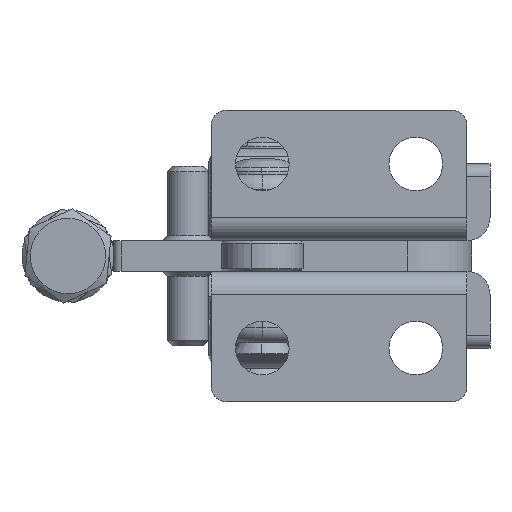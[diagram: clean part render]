
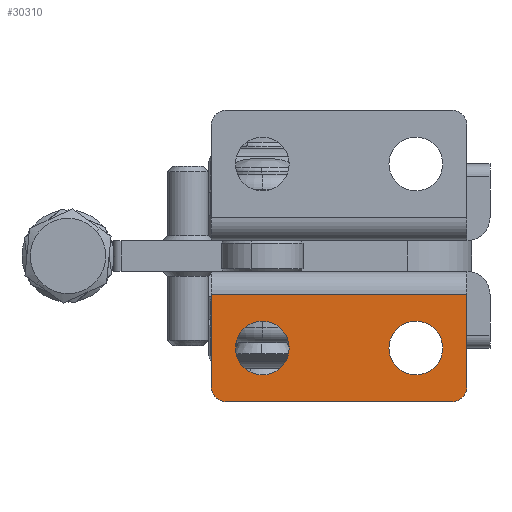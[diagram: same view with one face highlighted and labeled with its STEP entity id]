
A CAD part, front view. The second image highlights one B-rep face of the part: STEP entity #30310.
In plain terms, the highlighted planar face has unit normal (0, -1, 0).
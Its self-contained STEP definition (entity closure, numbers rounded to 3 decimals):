
#14 = CIRCLE ( 'NONE', #19561, 3. ) ;
#617 = VERTEX_POINT ( 'NONE', #36256 ) ;
#1140 = EDGE_LOOP ( 'NONE', ( #18098, #23014 ) ) ;
#1959 = CARTESIAN_POINT ( 'NONE',  ( 1326.81, 1033.371, -10.5 ) ) ;
#2008 = VECTOR ( 'NONE', #22373, 1000. ) ;
#2522 = CARTESIAN_POINT ( 'NONE',  ( 1296.81, 1033.371, -15.75 ) ) ;
#2823 = VERTEX_POINT ( 'NONE', #7723 ) ;
#2892 = LINE ( 'NONE', #28454, #35233 ) ;
#3287 = EDGE_CURVE ( 'NONE', #39269, #21218, #40340, .T. ) ;
#3501 = LINE ( 'NONE', #17980, #10858 ) ;
#4264 = EDGE_CURVE ( 'NONE', #7932, #28696, #38334, .T. ) ;
#4424 = CARTESIAN_POINT ( 'NONE',  ( 1326.81, 1033.371, -10.5 ) ) ;
#4701 = EDGE_LOOP ( 'NONE', ( #14676, #7537, #38197, #13594, #14352, #34095 ) ) ;
#5105 = DIRECTION ( 'NONE',  ( 0., 0., -1. ) ) ;
#5441 = CIRCLE ( 'NONE', #19794, 3. ) ;
#5813 = EDGE_CURVE ( 'NONE', #34910, #32106, #3501, .T. ) ;
#6433 = CIRCLE ( 'NONE', #17443, 5.25 ) ;
#6993 = CARTESIAN_POINT ( 'NONE',  ( 1286.81, 1033.371, 0. ) ) ;
#7447 = ORIENTED_EDGE ( 'NONE', *, *, #12117, .F. ) ;
#7537 = ORIENTED_EDGE ( 'NONE', *, *, #11953, .T. ) ;
#7586 = DIRECTION ( 'NONE',  ( 0., 0., -1. ) ) ;
#7723 = CARTESIAN_POINT ( 'NONE',  ( 1286.81, 1033.371, -18. ) ) ;
#7932 = VERTEX_POINT ( 'NONE', #13372 ) ;
#8344 = DIRECTION ( 'NONE',  ( 0., -1., 0. ) ) ;
#9586 = CARTESIAN_POINT ( 'NONE',  ( 1296.81, 1033.371, -5.25 ) ) ;
#10858 = VECTOR ( 'NONE', #14808, 1000. ) ;
#11953 = EDGE_CURVE ( 'NONE', #617, #27475, #18663, .T. ) ;
#12117 = EDGE_CURVE ( 'NONE', #28696, #7932, #6433, .T. ) ;
#13306 = DIRECTION ( 'NONE',  ( 0., -1., 0. ) ) ;
#13372 = CARTESIAN_POINT ( 'NONE',  ( 1326.81, 1033.371, -15.75 ) ) ;
#13484 = FACE_OUTER_BOUND ( 'NONE', #4701, .T. ) ;
#13594 = ORIENTED_EDGE ( 'NONE', *, *, #34358, .T. ) ;
#14352 = ORIENTED_EDGE ( 'NONE', *, *, #5813, .T. ) ;
#14401 = AXIS2_PLACEMENT_3D ( 'NONE', #4424, #26324, #7586 ) ;
#14676 = ORIENTED_EDGE ( 'NONE', *, *, #36334, .F. ) ;
#14808 = DIRECTION ( 'NONE',  ( 1., 0., 0. ) ) ;
#15352 = EDGE_LOOP ( 'NONE', ( #7447, #38119 ) ) ;
#15385 = DIRECTION ( 'NONE',  ( 0., 1., 0. ) ) ;
#15909 = CARTESIAN_POINT ( 'NONE',  ( 1336.81, 1033.371, -18. ) ) ;
#15912 = CARTESIAN_POINT ( 'NONE',  ( 1286.81, 1033.371, 4.5 ) ) ;
#16175 = CARTESIAN_POINT ( 'NONE',  ( 1296.81, 1033.371, -10.5 ) ) ;
#16656 = CARTESIAN_POINT ( 'NONE',  ( 1333.81, 1033.371, -18. ) ) ;
#17443 = AXIS2_PLACEMENT_3D ( 'NONE', #1959, #23860, #5105 ) ;
#17980 = CARTESIAN_POINT ( 'NONE',  ( -43.546, 1033.371, -21. ) ) ;
#18098 = ORIENTED_EDGE ( 'NONE', *, *, #3287, .F. ) ;
#18390 = CIRCLE ( 'NONE', #23855, 5.25 ) ;
#18663 = LINE ( 'NONE', #31820, #2008 ) ;
#19051 = DIRECTION ( 'NONE',  ( 0., 0., -1. ) ) ;
#19309 = DIRECTION ( 'NONE',  ( 0., 0., -1. ) ) ;
#19561 = AXIS2_PLACEMENT_3D ( 'NONE', #16656, #38591, #19805 ) ;
#19794 = AXIS2_PLACEMENT_3D ( 'NONE', #32073, #13306, #35234 ) ;
#19805 = DIRECTION ( 'NONE',  ( 0., 0., -1. ) ) ;
#20835 = FACE_BOUND ( 'NONE', #15352, .T. ) ;
#21218 = VERTEX_POINT ( 'NONE', #2522 ) ;
#22058 = AXIS2_PLACEMENT_3D ( 'NONE', #34146, #15385, #37319 ) ;
#22373 = DIRECTION ( 'NONE',  ( -1., 0., 0. ) ) ;
#23014 = ORIENTED_EDGE ( 'NONE', *, *, #28586, .F. ) ;
#23279 = CARTESIAN_POINT ( 'NONE',  ( 1326.81, 1033.371, -5.25 ) ) ;
#23855 = AXIS2_PLACEMENT_3D ( 'NONE', #16175, #38108, #19309 ) ;
#23860 = DIRECTION ( 'NONE',  ( 0., -1., 0. ) ) ;
#24373 = EDGE_CURVE ( 'NONE', #27475, #2823, #29429, .T. ) ;
#26324 = DIRECTION ( 'NONE',  ( 0., -1., 0. ) ) ;
#27089 = CARTESIAN_POINT ( 'NONE',  ( 1296.81, 1033.371, -10.5 ) ) ;
#27475 = VERTEX_POINT ( 'NONE', #6993 ) ;
#27862 = PLANE ( 'NONE',  #22058 ) ;
#28433 = VECTOR ( 'NONE', #19051, 1000. ) ;
#28454 = CARTESIAN_POINT ( 'NONE',  ( 1336.81, 1033.371, 4.5 ) ) ;
#28486 = VERTEX_POINT ( 'NONE', #15909 ) ;
#28586 = EDGE_CURVE ( 'NONE', #21218, #39269, #18390, .T. ) ;
#28696 = VERTEX_POINT ( 'NONE', #23279 ) ;
#29190 = FACE_BOUND ( 'NONE', #1140, .T. ) ;
#29429 = LINE ( 'NONE', #15912, #28433 ) ;
#30259 = DIRECTION ( 'NONE',  ( 0., 0., -1. ) ) ;
#30310 = ADVANCED_FACE ( 'NONE', ( #13484, #20835, #29190 ), #27862, .F. ) ;
#31587 = DIRECTION ( 'NONE',  ( 0., 0., -1. ) ) ;
#31820 = CARTESIAN_POINT ( 'NONE',  ( 1286.81, 1033.371, 0. ) ) ;
#32073 = CARTESIAN_POINT ( 'NONE',  ( 1289.81, 1033.371, -18. ) ) ;
#32106 = VERTEX_POINT ( 'NONE', #32741 ) ;
#32741 = CARTESIAN_POINT ( 'NONE',  ( 1333.81, 1033.371, -21. ) ) ;
#34095 = ORIENTED_EDGE ( 'NONE', *, *, #34908, .T. ) ;
#34146 = CARTESIAN_POINT ( 'NONE',  ( 0., 1033.371, 4.5 ) ) ;
#34358 = EDGE_CURVE ( 'NONE', #2823, #34910, #5441, .T. ) ;
#34908 = EDGE_CURVE ( 'NONE', #32106, #28486, #14, .T. ) ;
#34910 = VERTEX_POINT ( 'NONE', #35415 ) ;
#35233 = VECTOR ( 'NONE', #31587, 1000. ) ;
#35234 = DIRECTION ( 'NONE',  ( 0., 0., -1. ) ) ;
#35415 = CARTESIAN_POINT ( 'NONE',  ( 1289.81, 1033.371, -21. ) ) ;
#36256 = CARTESIAN_POINT ( 'NONE',  ( 1336.81, 1033.371, 0. ) ) ;
#36334 = EDGE_CURVE ( 'NONE', #617, #28486, #2892, .T. ) ;
#37319 = DIRECTION ( 'NONE',  ( 0., 0., 1. ) ) ;
#38108 = DIRECTION ( 'NONE',  ( 0., -1., 0. ) ) ;
#38119 = ORIENTED_EDGE ( 'NONE', *, *, #4264, .F. ) ;
#38197 = ORIENTED_EDGE ( 'NONE', *, *, #24373, .T. ) ;
#38334 = CIRCLE ( 'NONE', #14401, 5.25 ) ;
#38591 = DIRECTION ( 'NONE',  ( 0., -1., 0. ) ) ;
#39269 = VERTEX_POINT ( 'NONE', #9586 ) ;
#39883 = AXIS2_PLACEMENT_3D ( 'NONE', #27089, #8344, #30259 ) ;
#40340 = CIRCLE ( 'NONE', #39883, 5.25 ) ;
